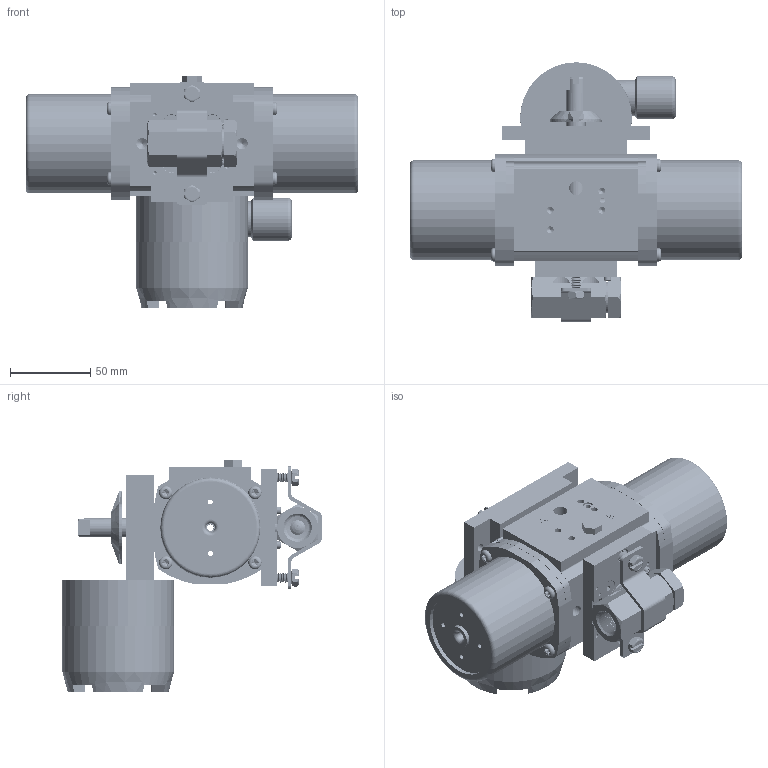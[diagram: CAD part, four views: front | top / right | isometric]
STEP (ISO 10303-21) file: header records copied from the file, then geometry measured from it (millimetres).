
FILE_DESCRIPTION (( 'STEP AP203' ), '1' );
FILE_NAME ('87MXXNA512SRLS.step', '2018-03-13T17:52:41', ( '' ), ( '' ), 'SwSTEP 2.0', 'SolidWorks 2017', '' );
FILE_SCHEMA (( 'CONFIG_CONTROL_DESIGN' ));
Length unit declared in the file: inch
Products named in the file (1): 87MXXNA512SRLS
Bounding box: 206.38 x 161.26 x 144.65 mm (x, y, z)
Volume: 659487.5 mm3; surface area: 279790.5 mm2
Topology: 50 solids, 50 shells, 4366 faces, 11522 edges, 7245 vertices
Faces by surface type: cylinder 2242, cone 1118, plane 692, bspline 181, torus 127, sphere 6
Entity records: 212460 total; most frequent: CARTESIAN_POINT 110792, ORIENTED_EDGE 22776, DIRECTION 20485, EDGE_CURVE 11388, AXIS2_PLACEMENT_3D 8077, VERTEX_POINT 7241, EDGE_LOOP 4671, FACE_OUTER_BOUND 4366
